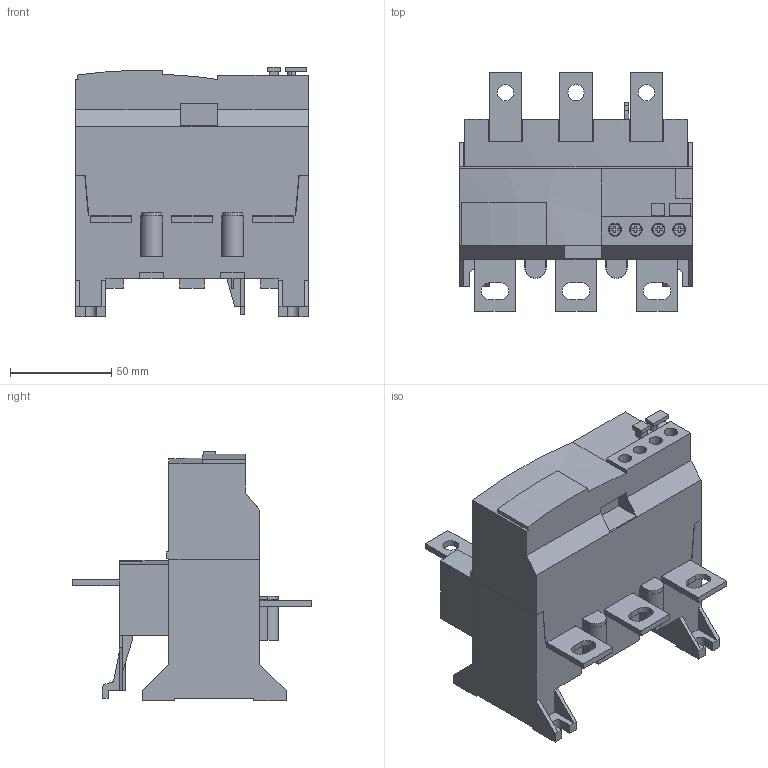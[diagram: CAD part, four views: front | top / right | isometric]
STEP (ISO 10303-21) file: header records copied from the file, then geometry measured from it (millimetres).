
FILE_DESCRIPTION(('STEP AP214'),'1');
FILE_NAME(' ',' ',('TraceParts'),('TraceParts S.A.'),'XStep 1.0',' ',' ');
FILE_SCHEMA(('automotive_design'));
Length unit declared in the file: millimetre
Products named in the file (1): LR9D67-69_S_SW0001
Bounding box: 115 x 118 x 123.45 mm (x, y, z)
Volume: 577246 mm3; surface area: 102706.7 mm2
Topology: 1 solids, 3 shells, 547 faces, 1547 edges, 1009 vertices
Faces by surface type: plane 450, cylinder 97
Entity records: 17730 total; most frequent: CARTESIAN_POINT 3226, ORIENTED_EDGE 3094, DIRECTION 2901, EDGE_CURVE 1547, LINE 1285, VECTOR 1285, VERTEX_POINT 1009, AXIS2_PLACEMENT_3D 808
